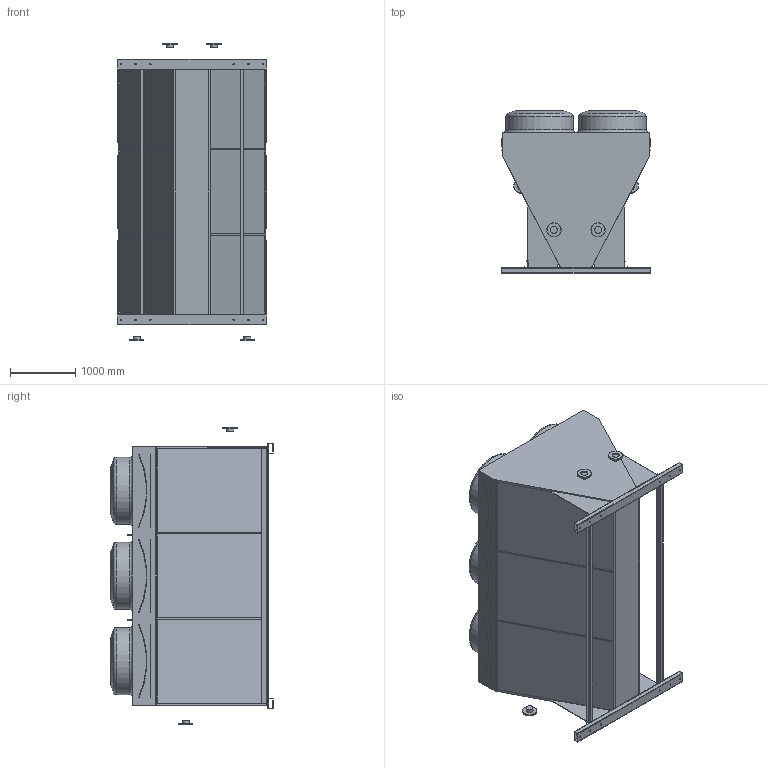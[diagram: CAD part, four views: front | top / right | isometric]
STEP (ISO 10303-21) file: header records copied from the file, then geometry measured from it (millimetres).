
FILE_DESCRIPTION (( 'STEP AP203' ), '1' );
FILE_NAME ('VDD_3MOD_2IN2OUT_OS.STEP', '2018-10-08T14:02:40', ( 'Alfa Laval' ), ( 'Alfa Laval' ), 'SwSTEP 2.0', 'SolidWorks 2016', '' );
FILE_SCHEMA (( 'CONFIG_CONTROL_DESIGN' ));
Length unit declared in the file: millimetre
Products named in the file (3): VDD_3MOD_2IN2OUT_OS; V-TYPE2_LIGHT_BODY_3MOD-OS; V-TYPE2_LIGHT_VDD_FLANGE_CONN_OS_2IN_2OUT_3MOD
Assembly tree (2 placements, depth 2):
  VDD_3MOD_2IN2OUT_OS
    V-TYPE2_LIGHT_BODY_3MOD-OS
    V-TYPE2_LIGHT_VDD_FLANGE_CONN_OS_2IN_2OUT_3MOD
Bounding box: 2280.43 x 2494.62 x 4580 mm (x, y, z)
Volume: 14179868118.4 mm3; surface area: 51619283.4 mm2
Topology: 11 solids, 11 shells, 718 faces, 1700 edges, 1074 vertices
Faces by surface type: cylinder 308, plane 258, torus 98, sphere 48, cone 6
Full cylindrical faces by diameter (mm): 1 x24, 20 x24, 40 x4, 100 x6, 108 x8, 220 x4, 1032 x6
Entity records: 20335 total; most frequent: DIRECTION 3846, CARTESIAN_POINT 3301, ORIENTED_EDGE 3060, AXIS2_PLACEMENT_3D 1593, EDGE_CURVE 1530, VERTEX_POINT 1048, EDGE_LOOP 1008, CIRCLE 870
